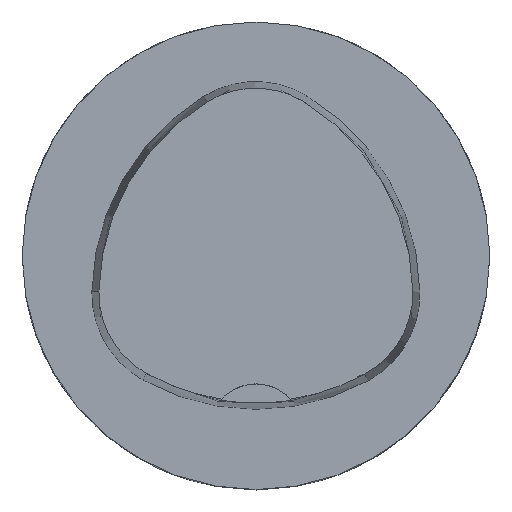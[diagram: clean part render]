
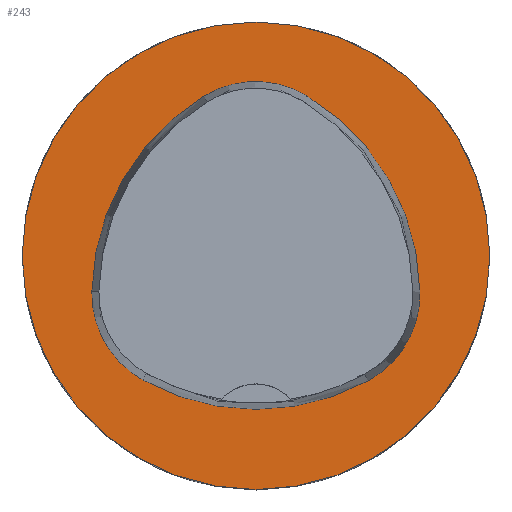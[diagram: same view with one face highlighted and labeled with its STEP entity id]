
A CAD part, top view. The second image highlights one B-rep face of the part: STEP entity #243.
In plain terms, the highlighted planar face has unit normal (0, 0, 1).
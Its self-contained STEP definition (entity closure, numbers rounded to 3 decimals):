
#243=ADVANCED_FACE('',(#495,#496),#299,.T.);
#299=PLANE('',#1461);
#495=FACE_BOUND('',#556,.T.);
#496=FACE_BOUND('',#557,.T.);
#556=EDGE_LOOP('',(#781,#782,#783,#784,#785,#786));
#557=EDGE_LOOP('',(#787));
#781=ORIENTED_EDGE('',*,*,#1179,.T.);
#782=ORIENTED_EDGE('',*,*,#1159,.T.);
#783=ORIENTED_EDGE('',*,*,#1163,.T.);
#784=ORIENTED_EDGE('',*,*,#1166,.T.);
#785=ORIENTED_EDGE('',*,*,#1169,.T.);
#786=ORIENTED_EDGE('',*,*,#1177,.T.);
#787=ORIENTED_EDGE('',*,*,#1182,.F.);
#1022=VERTEX_POINT('',#2308);
#1023=VERTEX_POINT('',#2309);
#1026=VERTEX_POINT('',#2317);
#1028=VERTEX_POINT('',#2323);
#1030=VERTEX_POINT('',#2329);
#1037=VERTEX_POINT('',#2350);
#1038=VERTEX_POINT('',#2360);
#1159=EDGE_CURVE('',#1022,#1023,#1263,.T.);
#1163=EDGE_CURVE('',#1023,#1026,#1265,.T.);
#1166=EDGE_CURVE('',#1026,#1028,#1267,.T.);
#1169=EDGE_CURVE('',#1028,#1030,#1269,.T.);
#1177=EDGE_CURVE('',#1030,#1037,#1273,.T.);
#1179=EDGE_CURVE('',#1037,#1022,#1275,.T.);
#1182=EDGE_CURVE('',#1038,#1038,#1278,.T.);
#1263=CIRCLE('',#1438,20.);
#1265=CIRCLE('',#1441,8.5);
#1267=CIRCLE('',#1444,20.);
#1269=CIRCLE('',#1447,8.5);
#1273=CIRCLE('',#1452,20.);
#1275=CIRCLE('',#1455,8.5);
#1278=CIRCLE('',#1460,20.);
#1438=AXIS2_PLACEMENT_3D('',#2307,#1703,#1704);
#1441=AXIS2_PLACEMENT_3D('',#2316,#1711,#1712);
#1444=AXIS2_PLACEMENT_3D('',#2322,#1718,#1719);
#1447=AXIS2_PLACEMENT_3D('',#2328,#1725,#1726);
#1452=AXIS2_PLACEMENT_3D('',#2351,#1737,#1738);
#1455=AXIS2_PLACEMENT_3D('',#2354,#1743,#1744);
#1460=AXIS2_PLACEMENT_3D('',#2359,#1753,#1754);
#1461=AXIS2_PLACEMENT_3D('',#2361,#1755,#1756);
#1703=DIRECTION('',(0.,0.,-1.));
#1704=DIRECTION('',(-1.,0.,0.));
#1711=DIRECTION('',(0.,0.,-1.));
#1712=DIRECTION('',(-1.,0.,0.));
#1718=DIRECTION('',(0.,0.,-1.));
#1719=DIRECTION('',(-1.,0.,0.));
#1725=DIRECTION('',(0.,0.,-1.));
#1726=DIRECTION('',(-1.,0.,0.));
#1737=DIRECTION('',(0.,0.,-1.));
#1738=DIRECTION('',(-1.,0.,0.));
#1743=DIRECTION('',(0.,0.,-1.));
#1744=DIRECTION('',(-1.,0.,0.));
#1753=DIRECTION('',(0.,0.,-1.));
#1754=DIRECTION('',(-1.,0.,0.));
#1755=DIRECTION('',(0.,0.,1.));
#1756=DIRECTION('',(1.,0.,0.));
#2307=CARTESIAN_POINT('',(5.955,-3.414,0.));
#2308=CARTESIAN_POINT('',(-14.041,-3.042,0.));
#2309=CARTESIAN_POINT('',(-4.472,13.653,0.));
#2316=CARTESIAN_POINT('',(-0.04,6.4,0.));
#2317=CARTESIAN_POINT('',(4.347,13.68,0.));
#2322=CARTESIAN_POINT('',(-5.976,-3.45,0.));
#2323=CARTESIAN_POINT('',(14.021,-3.075,0.));
#2328=CARTESIAN_POINT('',(5.522,-3.235,0.));
#2329=CARTESIAN_POINT('',(9.588,-10.699,0.));
#2350=CARTESIAN_POINT('',(-9.655,-10.639,0.));
#2351=CARTESIAN_POINT('',(0.022,6.864,0.));
#2354=CARTESIAN_POINT('',(-5.543,-3.2,0.));
#2359=CARTESIAN_POINT('',(0.,0.,0.));
#2360=CARTESIAN_POINT('',(-20.,0.,0.));
#2361=CARTESIAN_POINT('',(0.,0.,0.));
